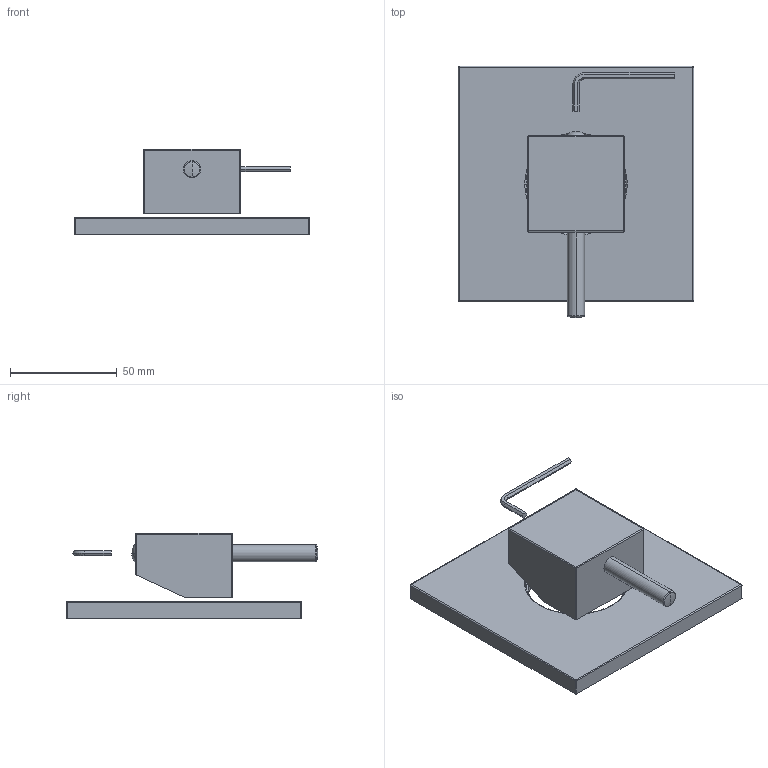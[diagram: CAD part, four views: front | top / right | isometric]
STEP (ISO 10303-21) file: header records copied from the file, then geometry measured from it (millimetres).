
FILE_DESCRIPTION((''),'2;1');
FILE_NAME('LEA010CREST_ASM','2021-01-29T12:55:59',('stefano.gianpani'),('PAFFONI SpA'),'CREO PARAMETRIC BY PTC INC, 2020044','CREO PARAMETRIC BY PTC INC, 2020044','');
FILE_SCHEMA(('CONFIG_CONTROL_DESIGN','SHAPE_APPEARANCE_LAYERS_GROUPS'));
Length unit declared in the file: millimetre
Products named in the file (11): 2041734_CORPO-LEVA; 2041734_LEVA; 2041734CR_ASM; 592305006A2I; TCF08CRTE; CHBR25; 8001113CR_ASM; 4061170CR; 2091319; 2091340; LEA010CREST_ASM
Assembly tree (10 placements, depth 3):
  LEA010CREST_ASM
    2041734CR_ASM
      2041734_CORPO-LEVA
      2041734_LEVA
    8001113CR_ASM
      592305006A2I
      TCF08CRTE
      CHBR25
    4061170CR
    2091319
    2091340
Bounding box: 110 x 117.5 x 40 mm (x, y, z)
Volume: 77922.3 mm3; surface area: 65164.8 mm2
Topology: 8 solids, 12 shells, 238 faces, 568 edges, 354 vertices
Faces by surface type: plane 112, cylinder 76, cone 18, sphere 16, torus 16
Entity records: 9658 total; most frequent: DIRECTION 1298, CARTESIAN_POINT 1254, ORIENTED_EDGE 1112, PRESENTATION_STYLE_ASSIGNMENT 671, STYLED_ITEM 671, CURVE_STYLE 564, EDGE_CURVE 564, AXIS2_PLACEMENT_3D 476
